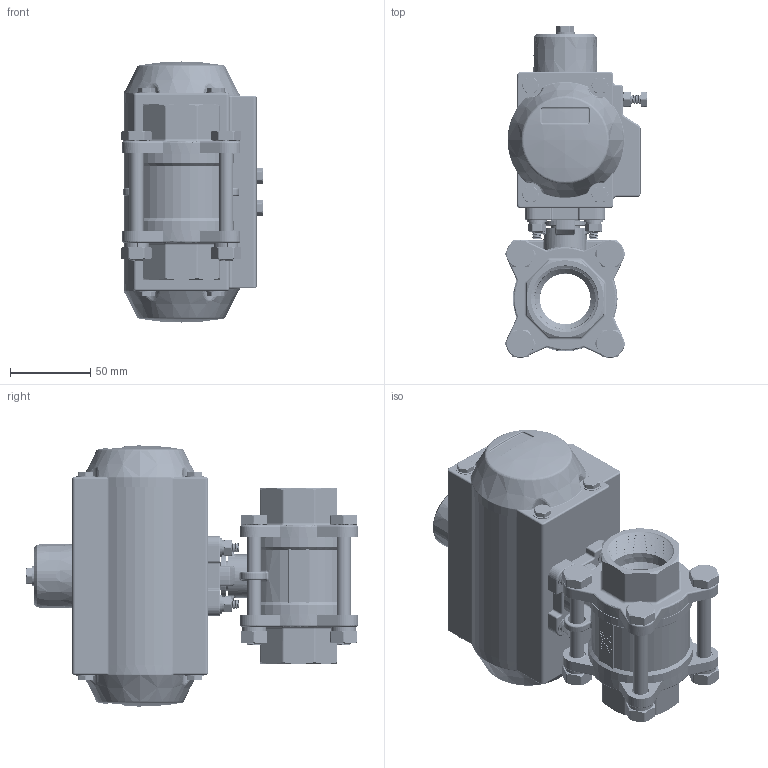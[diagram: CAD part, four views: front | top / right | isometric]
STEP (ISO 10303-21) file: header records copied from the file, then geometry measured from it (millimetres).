
FILE_DESCRIPTION (( 'STEP AP214' ), '1' );
FILE_NAME ('KD1-1-4.STEP', '2019-02-12T00:26:03', ( '' ), ( '' ), 'SwSTEP 2.0', 'SolidWorks 2016', '' );
FILE_SCHEMA (( 'AUTOMOTIVE_DESIGN' ));
Length unit declared in the file: millimetre
Products named in the file (1): KD1-1-4
Bounding box: 88.55 x 207.23 x 163 mm (x, y, z)
Volume: 1144311.8 mm3; surface area: 220225.7 mm2
Topology: 59 solids, 59 shells, 3193 faces, 8221 edges, 5159 vertices
Faces by surface type: cylinder 1377, plane 728, cone 434, bspline 415, torus 205, sphere 34
Entity records: 245013 total; most frequent: CARTESIAN_POINT 140040, ORIENTED_EDGE 16316, DIRECTION 12421, EDGE_CURVE 8158, VERTEX_POINT 5158, AXIS2_PLACEMENT_3D 4820, EDGE_LOOP 3360, UNCERTAINTY_MEASURE_WITH_UNIT 3254
